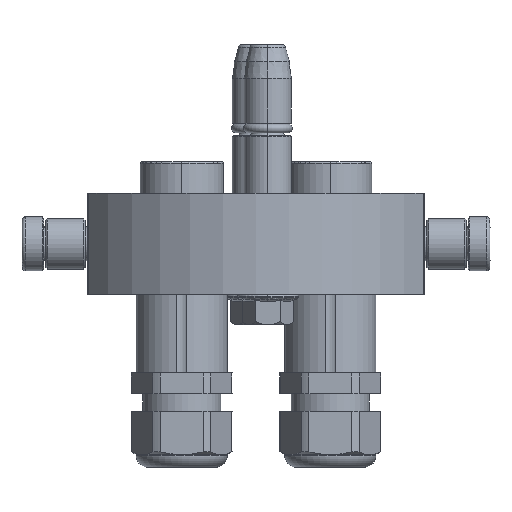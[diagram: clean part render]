
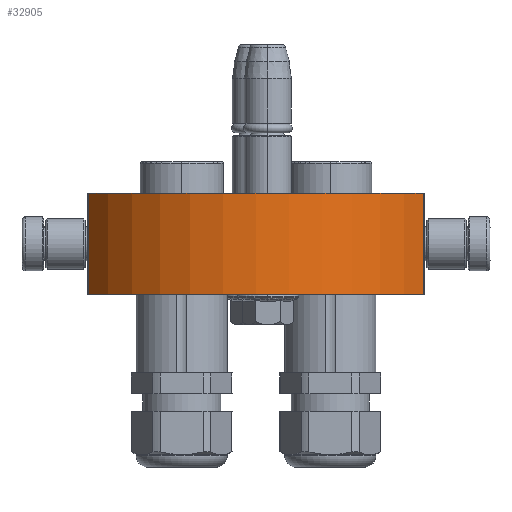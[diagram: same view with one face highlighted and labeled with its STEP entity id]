
A CAD part, left-side view. The second image highlights one B-rep face of the part: STEP entity #32905.
In plain terms, the highlighted cylindrical face has radius 57.25 mm (diameter 114.5 mm), a partial arc.
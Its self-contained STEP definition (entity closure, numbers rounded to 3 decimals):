
#1301 = ORIENTED_EDGE ( 'NONE', *, *, #43088, .F. ) ;
#2671 = DIRECTION ( 'NONE',  ( 0., 1., 0. ) ) ;
#3216 = ORIENTED_EDGE ( 'NONE', *, *, #53867, .F. ) ;
#4259 = LINE ( 'NONE', #51905, #21440 ) ;
#4855 = CIRCLE ( 'NONE', #53959, 57.25 ) ;
#7056 = CYLINDRICAL_SURFACE ( 'NONE', #50117, 57.25 ) ;
#8664 = VERTEX_POINT ( 'NONE', #21203 ) ;
#9041 = FACE_OUTER_BOUND ( 'NONE', #36592, .T. ) ;
#9859 = CARTESIAN_POINT ( 'NONE',  ( -49.5, 0., -28.763 ) ) ;
#10436 = CIRCLE ( 'NONE', #54678, 57.25 ) ;
#15123 = ORIENTED_EDGE ( 'NONE', *, *, #37135, .T. ) ;
#17377 = VERTEX_POINT ( 'NONE', #46162 ) ;
#19263 = CARTESIAN_POINT ( 'NONE',  ( 0., 0., 0. ) ) ;
#19518 = VECTOR ( 'NONE', #2671, 1000. ) ;
#19942 = CARTESIAN_POINT ( 'NONE',  ( -49.5, 0., -28.763 ) ) ;
#21203 = CARTESIAN_POINT ( 'NONE',  ( 49.5, 30., -28.763 ) ) ;
#21440 = VECTOR ( 'NONE', #35640, 1000. ) ;
#23327 = EDGE_CURVE ( 'NONE', #42568, #45596, #51201, .T. ) ;
#23739 = DIRECTION ( 'NONE',  ( 0., 1., 0. ) ) ;
#25591 = CARTESIAN_POINT ( 'NONE',  ( 0., 0., 0. ) ) ;
#30565 = CARTESIAN_POINT ( 'NONE',  ( -49.5, 30., -28.763 ) ) ;
#31282 = DIRECTION ( 'NONE',  ( 0., -1., 0. ) ) ;
#32905 = ADVANCED_FACE ( 'NONE', ( #9041 ), #7056, .T. ) ;
#35640 = DIRECTION ( 'NONE',  ( 0., 1., 0. ) ) ;
#36592 = EDGE_LOOP ( 'NONE', ( #1301, #3216, #15123, #47241 ) ) ;
#37135 = EDGE_CURVE ( 'NONE', #17377, #42568, #10436, .T. ) ;
#39478 = DIRECTION ( 'NONE',  ( 0.865, 0., -0.502 ) ) ;
#42568 = VERTEX_POINT ( 'NONE', #19942 ) ;
#43088 = EDGE_CURVE ( 'NONE', #8664, #45596, #4855, .T. ) ;
#43888 = DIRECTION ( 'NONE',  ( 0., 1., 0. ) ) ;
#44633 = DIRECTION ( 'NONE',  ( 0.865, 0., -0.502 ) ) ;
#44819 = CARTESIAN_POINT ( 'NONE',  ( 0., 30., 0. ) ) ;
#45596 = VERTEX_POINT ( 'NONE', #30565 ) ;
#46162 = CARTESIAN_POINT ( 'NONE',  ( 49.5, 0., -28.763 ) ) ;
#47241 = ORIENTED_EDGE ( 'NONE', *, *, #23327, .T. ) ;
#48064 = DIRECTION ( 'NONE',  ( 1., 0., 0. ) ) ;
#50117 = AXIS2_PLACEMENT_3D ( 'NONE', #19263, #31282, #48064 ) ;
#51201 = LINE ( 'NONE', #9859, #19518 ) ;
#51905 = CARTESIAN_POINT ( 'NONE',  ( 49.5, 0., -28.763 ) ) ;
#53867 = EDGE_CURVE ( 'NONE', #17377, #8664, #4259, .T. ) ;
#53959 = AXIS2_PLACEMENT_3D ( 'NONE', #44819, #23739, #44633 ) ;
#54678 = AXIS2_PLACEMENT_3D ( 'NONE', #25591, #43888, #39478 ) ;
